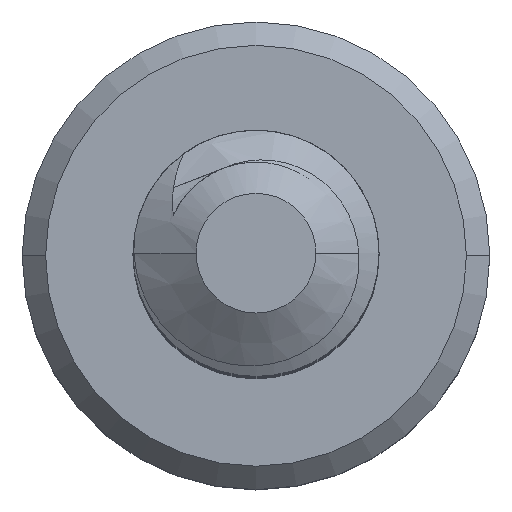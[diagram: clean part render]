
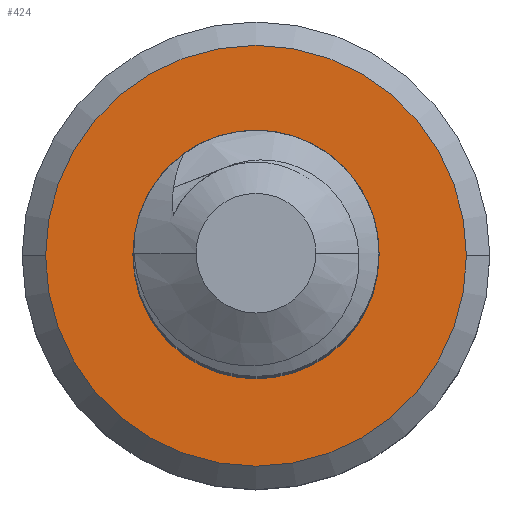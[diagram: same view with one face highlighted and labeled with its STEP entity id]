
A CAD part, top view. The second image highlights one B-rep face of the part: STEP entity #424.
In plain terms, the highlighted planar face has unit normal (0, 0, 1).
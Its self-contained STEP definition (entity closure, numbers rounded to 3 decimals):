
#126 = CARTESIAN_POINT ( 'NONE',  ( 1.71, 0., -12. ) ) ;
#203 = CARTESIAN_POINT ( 'NONE',  ( 0., 1., -12. ) ) ;
#228 = ORIENTED_EDGE ( 'NONE', *, *, #6679, .T. ) ;
#353 = CARTESIAN_POINT ( 'NONE',  ( 0., -0.74, -12. ) ) ;
#397 = DIRECTION ( 'NONE',  ( 0., 0., -1. ) ) ;
#424 = ADVANCED_FACE ( 'NONE', ( #1548, #7339 ), #7548, .F. ) ;
#496 = ORIENTED_EDGE ( 'NONE', *, *, #987, .T. ) ;
#531 = CIRCLE ( 'NONE', #2266, 1. ) ;
#582 = DIRECTION ( 'NONE',  ( 0., 0., 1. ) ) ;
#655 = AXIS2_PLACEMENT_3D ( 'NONE', #6147, #2557, #6739 ) ;
#738 = EDGE_CURVE ( 'NONE', #7694, #6971, #7683, .T. ) ;
#783 = DIRECTION ( 'NONE',  ( 0., 0., 1. ) ) ;
#796 = CARTESIAN_POINT ( 'NONE',  ( 0.17, 0.971, -12. ) ) ;
#947 = CARTESIAN_POINT ( 'NONE',  ( -0.349, -0.729, -12. ) ) ;
#987 = EDGE_CURVE ( 'NONE', #6971, #5397, #3673, .T. ) ;
#1390 = CARTESIAN_POINT ( 'NONE',  ( 0.407, 0.865, -12. ) ) ;
#1394 = ORIENTED_EDGE ( 'NONE', *, *, #3621, .T. ) ;
#1436 = EDGE_CURVE ( 'NONE', #3677, #7584, #2025, .T. ) ;
#1548 = FACE_OUTER_BOUND ( 'NONE', #5031, .T. ) ;
#1556 = CARTESIAN_POINT ( 'NONE',  ( -0.768, -0.419, -12. ) ) ;
#1745 = EDGE_LOOP ( 'NONE', ( #6005, #6431, #496, #228 ) ) ;
#2000 = CARTESIAN_POINT ( 'NONE',  ( 0.722, 0.563, -12. ) ) ;
#2025 = CIRCLE ( 'NONE', #2900, 1.71 ) ;
#2162 = CARTESIAN_POINT ( 'NONE',  ( -0.936, 0.075, -12. ) ) ;
#2185 = AXIS2_PLACEMENT_3D ( 'NONE', #3062, #7252, #3646 ) ;
#2266 = AXIS2_PLACEMENT_3D ( 'NONE', #4147, #582, #4762 ) ;
#2429 = CARTESIAN_POINT ( 'NONE',  ( 0., -0.74, -12. ) ) ;
#2557 = DIRECTION ( 'NONE',  ( 0., 0., -1. ) ) ;
#2582 = CARTESIAN_POINT ( 'NONE',  ( 0.851, 0.061, -12. ) ) ;
#2743 = CARTESIAN_POINT ( 'NONE',  ( -0.811, 0.578, -12. ) ) ;
#2900 = AXIS2_PLACEMENT_3D ( 'NONE', #4363, #783, #4958 ) ;
#3062 = CARTESIAN_POINT ( 'NONE',  ( 0., 0., -12. ) ) ;
#3184 = CARTESIAN_POINT ( 'NONE',  ( 0.66, -0.426, -12. ) ) ;
#3306 = B_SPLINE_CURVE_WITH_KNOTS ( 'NONE', 3,
 ( #353, #3914, #947, #5124, #1556, #5729, #2162, #6327, #2743, #6923 ),
 .UNSPECIFIED., .F., .F.,
 ( 4, 2, 2, 2, 4 ),
 ( 0., 0.001, 0.001, 0.002, 0.002 ),
 .UNSPECIFIED. ) ;
#3621 = EDGE_CURVE ( 'NONE', #7584, #3677, #6369, .T. ) ;
#3646 = DIRECTION ( 'NONE',  ( -1., 0., 0. ) ) ;
#3673 = CIRCLE ( 'NONE', #655, 0.74 ) ;
#3677 = VERTEX_POINT ( 'NONE', #126 ) ;
#3748 = CARTESIAN_POINT ( 'NONE',  ( 0.087, 0.991, -12. ) ) ;
#3914 = CARTESIAN_POINT ( 'NONE',  ( -0.173, -0.764, -12. ) ) ;
#4147 = CARTESIAN_POINT ( 'NONE',  ( 0., 0., -12. ) ) ;
#4363 = CARTESIAN_POINT ( 'NONE',  ( 0., 0., -12. ) ) ;
#4567 = DIRECTION ( 'NONE',  ( -1., 0., 0. ) ) ;
#4762 = DIRECTION ( 'NONE',  ( 1., 0., 0. ) ) ;
#4947 = CARTESIAN_POINT ( 'NONE',  ( 0., 1., -12. ) ) ;
#4958 = DIRECTION ( 'NONE',  ( -1., 0., 0. ) ) ;
#4966 = CARTESIAN_POINT ( 'NONE',  ( 0.331, 0.908, -12. ) ) ;
#5015 = CARTESIAN_POINT ( 'NONE',  ( 0.519, -0.528, -12. ) ) ;
#5031 = EDGE_LOOP ( 'NONE', ( #1394, #6284 ) ) ;
#5124 = CARTESIAN_POINT ( 'NONE',  ( -0.651, -0.555, -12. ) ) ;
#5397 = VERTEX_POINT ( 'NONE', #2429 ) ;
#5575 = CARTESIAN_POINT ( 'NONE',  ( 0.613, 0.708, -12. ) ) ;
#5729 = CARTESIAN_POINT ( 'NONE',  ( -0.911, -0.103, -12. ) ) ;
#5754 = CARTESIAN_POINT ( 'NONE',  ( 0., 0., -12. ) ) ;
#5888 = CARTESIAN_POINT ( 'NONE',  ( -0.701, 0.714, -12. ) ) ;
#6005 = ORIENTED_EDGE ( 'NONE', *, *, #6434, .F. ) ;
#6147 = CARTESIAN_POINT ( 'NONE',  ( 0., 0., -12. ) ) ;
#6172 = CARTESIAN_POINT ( 'NONE',  ( 0.843, 0.241, -12. ) ) ;
#6194 = VERTEX_POINT ( 'NONE', #5888 ) ;
#6284 = ORIENTED_EDGE ( 'NONE', *, *, #1436, .T. ) ;
#6327 = CARTESIAN_POINT ( 'NONE',  ( -0.886, 0.416, -12. ) ) ;
#6369 = CIRCLE ( 'NONE', #2185, 1.71 ) ;
#6431 = ORIENTED_EDGE ( 'NONE', *, *, #738, .T. ) ;
#6434 = EDGE_CURVE ( 'NONE', #7694, #6194, #531, .T. ) ;
#6679 = EDGE_CURVE ( 'NONE', #5397, #6194, #3306, .T. ) ;
#6712 = AXIS2_PLACEMENT_3D ( 'NONE', #5754, #397, #4567 ) ;
#6739 = DIRECTION ( 'NONE',  ( 1., 0., 0. ) ) ;
#6767 = CARTESIAN_POINT ( 'NONE',  ( 0.758, -0.275, -12. ) ) ;
#6923 = CARTESIAN_POINT ( 'NONE',  ( -0.701, 0.714, -12. ) ) ;
#6971 = VERTEX_POINT ( 'NONE', #5015 ) ;
#7252 = DIRECTION ( 'NONE',  ( 0., 0., 1. ) ) ;
#7339 = FACE_BOUND ( 'NONE', #1745, .T. ) ;
#7369 = CARTESIAN_POINT ( 'NONE',  ( 0.519, -0.528, -12. ) ) ;
#7531 = CARTESIAN_POINT ( 'NONE',  ( -1.71, 0., -12. ) ) ;
#7548 = PLANE ( 'NONE',  #6712 ) ;
#7584 = VERTEX_POINT ( 'NONE', #7531 ) ;
#7683 = B_SPLINE_CURVE_WITH_KNOTS ( 'NONE', 3,
 ( #203, #3748, #796, #4966, #1390, #5575, #2000, #6172, #2582, #6767, #3184, #7369 ),
 .UNSPECIFIED., .F., .F.,
 ( 4, 2, 2, 2, 2, 4 ),
 ( 0., 0., 0.001, 0.001, 0.002, 0.002 ),
 .UNSPECIFIED. ) ;
#7694 = VERTEX_POINT ( 'NONE', #4947 ) ;
